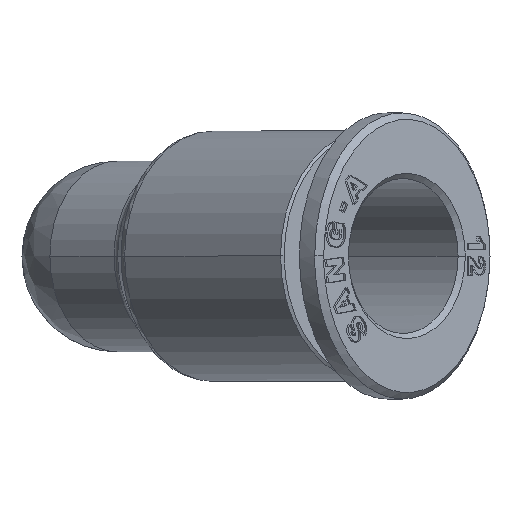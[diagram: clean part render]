
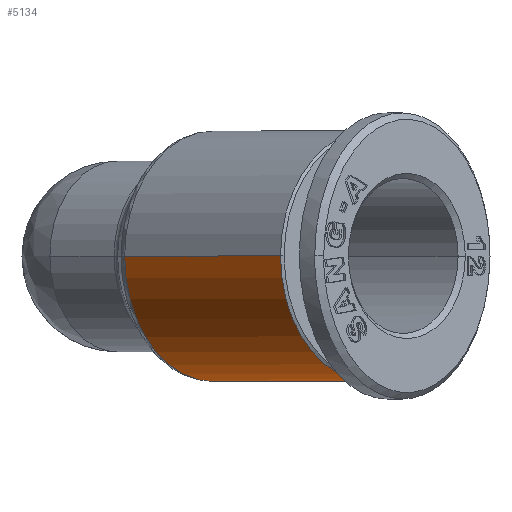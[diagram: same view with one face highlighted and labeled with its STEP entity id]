
A CAD part, top view. The second image highlights one B-rep face of the part: STEP entity #5134.
In plain terms, the highlighted cylindrical face has radius 9.85 mm (diameter 19.7 mm), a partial arc.
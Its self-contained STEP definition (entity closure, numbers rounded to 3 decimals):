
#114 = VERTEX_POINT ( 'NONE', #12364 ) ;
#227 = CARTESIAN_POINT ( 'NONE',  ( 12.933, 0., 61.261 ) ) ;
#361 = DIRECTION ( 'NONE',  ( 0.707, 0., -0.707 ) ) ;
#511 = ORIENTED_EDGE ( 'NONE', *, *, #8155, .F. ) ;
#750 = VERTEX_POINT ( 'NONE', #7503 ) ;
#1027 = EDGE_CURVE ( 'NONE', #1607, #4061, #9600, .T. ) ;
#1281 = VECTOR ( 'NONE', #8334, 1000. ) ;
#1335 = DIRECTION ( 'NONE',  ( 0.707, 0., 0.707 ) ) ;
#1607 = VERTEX_POINT ( 'NONE', #12527 ) ;
#1638 = AXIS2_PLACEMENT_3D ( 'NONE', #12631, #6550, #3560 ) ;
#1667 = CIRCLE ( 'NONE', #4256, 9.85 ) ;
#2342 = CARTESIAN_POINT ( 'NONE',  ( 5.968, 0., 68.226 ) ) ;
#2443 = DIRECTION ( 'NONE',  ( 0.707, 0., -0.707 ) ) ;
#2532 = DIRECTION ( 'NONE',  ( -0.707, 0., -0.707 ) ) ;
#3391 = CARTESIAN_POINT ( 'NONE',  ( 26.757, 0., 61.155 ) ) ;
#3560 = DIRECTION ( 'NONE',  ( 0.707, 0., -0.707 ) ) ;
#3963 = AXIS2_PLACEMENT_3D ( 'NONE', #227, #1335, #2443 ) ;
#4061 = VERTEX_POINT ( 'NONE', #3391 ) ;
#4100 = FACE_OUTER_BOUND ( 'NONE', #10072, .T. ) ;
#4256 = AXIS2_PLACEMENT_3D ( 'NONE', #10503, #2532, #361 ) ;
#5134 = ADVANCED_FACE ( 'NONE', ( #4100 ), #9963, .T. ) ;
#6036 = EDGE_CURVE ( 'NONE', #4061, #750, #1667, .T. ) ;
#6152 = DIRECTION ( 'NONE',  ( 0.707, 0., 0.707 ) ) ;
#6184 = ORIENTED_EDGE ( 'NONE', *, *, #1027, .T. ) ;
#6550 = DIRECTION ( 'NONE',  ( -0.707, 0., -0.707 ) ) ;
#7427 = ORIENTED_EDGE ( 'NONE', *, *, #10976, .F. ) ;
#7503 = CARTESIAN_POINT ( 'NONE',  ( 12.827, 0., 75.085 ) ) ;
#8155 = EDGE_CURVE ( 'NONE', #114, #750, #12035, .T. ) ;
#8334 = DIRECTION ( 'NONE',  ( 0.707, 0., 0.707 ) ) ;
#9285 = ORIENTED_EDGE ( 'NONE', *, *, #6036, .T. ) ;
#9600 = LINE ( 'NONE', #12023, #12457 ) ;
#9963 = CYLINDRICAL_SURFACE ( 'NONE', #3963, 9.85 ) ;
#10072 = EDGE_LOOP ( 'NONE', ( #511, #7427, #6184, #9285 ) ) ;
#10503 = CARTESIAN_POINT ( 'NONE',  ( 19.792, 0., 68.12 ) ) ;
#10976 = EDGE_CURVE ( 'NONE', #1607, #114, #13058, .T. ) ;
#12023 = CARTESIAN_POINT ( 'NONE',  ( 19.898, 0., 54.296 ) ) ;
#12035 = LINE ( 'NONE', #2342, #1281 ) ;
#12364 = CARTESIAN_POINT ( 'NONE',  ( 0.569, 0., 62.826 ) ) ;
#12457 = VECTOR ( 'NONE', #6152, 1000. ) ;
#12527 = CARTESIAN_POINT ( 'NONE',  ( 14.499, 0., 48.896 ) ) ;
#12631 = CARTESIAN_POINT ( 'NONE',  ( 7.534, 0., 55.861 ) ) ;
#13058 = CIRCLE ( 'NONE', #1638, 9.85 ) ;
